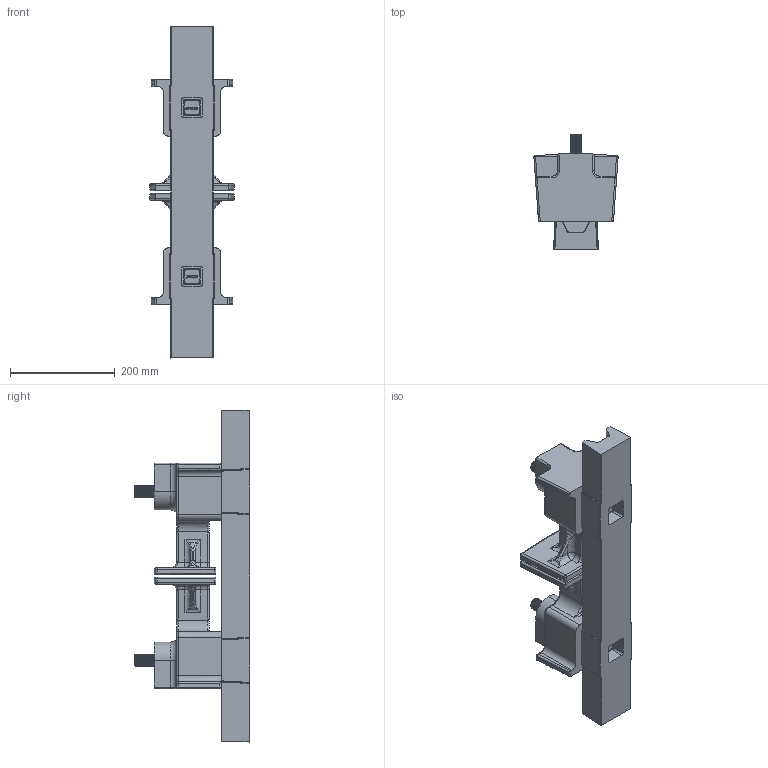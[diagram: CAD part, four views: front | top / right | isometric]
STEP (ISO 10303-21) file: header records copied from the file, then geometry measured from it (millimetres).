
FILE_DESCRIPTION(('FreeCAD Model'),'2;1');
FILE_NAME('Open CASCADE Shape Model','2025-04-26T00:07:35',('FreeCAD'),( 'FreeCAD'),'Open CASCADE STEP processor 7.6','FreeCAD','Unknown');
FILE_SCHEMA(('AUTOMOTIVE_DESIGN { 1 0 10303 214 1 1 1 1 }'));
Products named in the file (1): Open CASCADE STEP translator 7.6 1
Bounding box: 160.79 x 220.36 x 634.2 mm (x, y, z)
Volume: 5239078.6 mm3; surface area: 582127.5 mm2
Topology: 5 solids, 5 shells, 857 faces, 2229 edges, 1350 vertices
Faces by surface type: bspline 857
Entity records: 55865 total; most frequent: CARTESIAN_POINT 43523, ORIENTED_EDGE 4338, EDGE_CURVE 2169, B_SPLINE_CURVE_WITH_KNOTS 1497, VERTEX_POINT 1350, FACE_BOUND 893, EDGE_LOOP 893, ADVANCED_FACE 857
